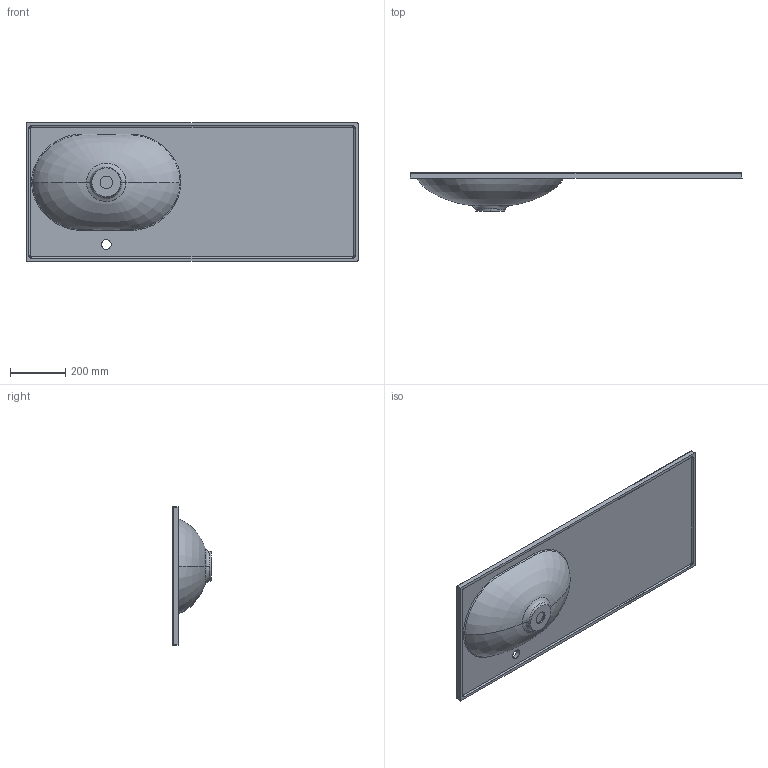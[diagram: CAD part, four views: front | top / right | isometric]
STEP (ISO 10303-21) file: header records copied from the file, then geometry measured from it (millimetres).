
FILE_DESCRIPTION (( 'STEP AP214' ), '1' );
FILE_NAME ('New York L.STEP', '2020-09-04T12:43:32', ( '' ), ( '' ), 'SwSTEP 2.0', 'SolidWorks 2018', '' );
FILE_SCHEMA (( 'AUTOMOTIVE_DESIGN' ));
Length unit declared in the file: millimetre
Products named in the file (1): New York L
Bounding box: 1200 x 140 x 500 mm (x, y, z)
Volume: 9019192.5 mm3; surface area: 1391456.6 mm2
Topology: 2 solids, 2 shells, 111 faces, 272 edges, 167 vertices
Faces by surface type: cylinder 35, bspline 33, plane 20, torus 15, cone 4, sphere 4
Entity records: 17036 total; most frequent: CARTESIAN_POINT 14601, ORIENTED_EDGE 544, DIRECTION 462, EDGE_CURVE 272, AXIS2_PLACEMENT_3D 198, VERTEX_POINT 167, CIRCLE 119, EDGE_LOOP 117
